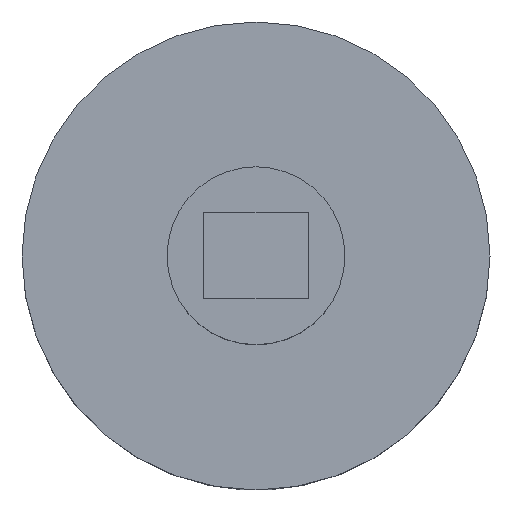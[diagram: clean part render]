
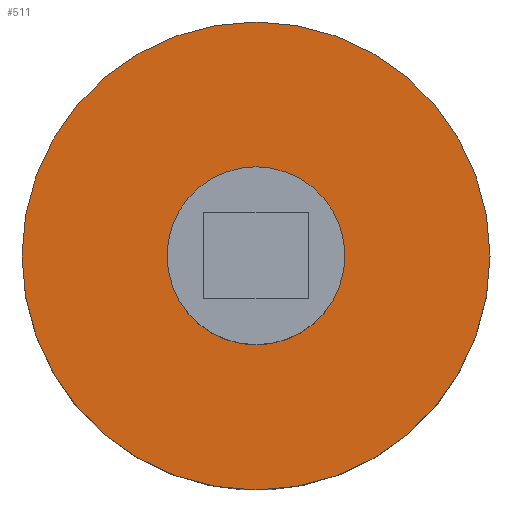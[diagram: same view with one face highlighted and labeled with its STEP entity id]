
A CAD part, top view. The second image highlights one B-rep face of the part: STEP entity #511.
In plain terms, the highlighted planar face has unit normal (0, 0, 1).
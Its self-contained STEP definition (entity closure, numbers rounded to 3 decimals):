
#10 = CARTESIAN_POINT ( 'NONE',  ( 20.833, -0.286, 0.216 ) ) ;
#37 = PLANE ( 'NONE',  #245 ) ;
#41 = DIRECTION ( 'NONE',  ( -1., 0., 0. ) ) ;
#66 = AXIS2_PLACEMENT_3D ( 'NONE', #389, #189, #386 ) ;
#86 = AXIS2_PLACEMENT_3D ( 'NONE', #144, #475, #433 ) ;
#112 = ORIENTED_EDGE ( 'NONE', *, *, #491, .F. ) ;
#119 = CIRCLE ( 'NONE', #282, 7.917 ) ;
#130 = EDGE_LOOP ( 'NONE', ( #455, #112 ) ) ;
#144 = CARTESIAN_POINT ( 'NONE',  ( 0., -0.286, 0.216 ) ) ;
#156 = ORIENTED_EDGE ( 'NONE', *, *, #466, .T. ) ;
#159 = DIRECTION ( 'NONE',  ( -1., 0., 0. ) ) ;
#189 = DIRECTION ( 'NONE',  ( 0., 0., -1. ) ) ;
#191 = FACE_BOUND ( 'NONE', #258, .T. ) ;
#195 = CIRCLE ( 'NONE', #86, 20.833 ) ;
#208 = VERTEX_POINT ( 'NONE', #239 ) ;
#228 = ORIENTED_EDGE ( 'NONE', *, *, #535, .T. ) ;
#229 = VERTEX_POINT ( 'NONE', #533 ) ;
#239 = CARTESIAN_POINT ( 'NONE',  ( -20.833, -0.286, 0.216 ) ) ;
#244 = FACE_OUTER_BOUND ( 'NONE', #130, .T. ) ;
#245 = AXIS2_PLACEMENT_3D ( 'NONE', #339, #534, #437 ) ;
#258 = EDGE_LOOP ( 'NONE', ( #156, #228 ) ) ;
#261 = VERTEX_POINT ( 'NONE', #10 ) ;
#281 = DIRECTION ( 'NONE',  ( 0., 0., -1. ) ) ;
#282 = AXIS2_PLACEMENT_3D ( 'NONE', #568, #281, #41 ) ;
#298 = CARTESIAN_POINT ( 'NONE',  ( 0., -0.286, 0.216 ) ) ;
#339 = CARTESIAN_POINT ( 'NONE',  ( 0., -0.286, 0.216 ) ) ;
#352 = VERTEX_POINT ( 'NONE', #413 ) ;
#366 = CIRCLE ( 'NONE', #66, 7.917 ) ;
#386 = DIRECTION ( 'NONE',  ( -1., 0., 0. ) ) ;
#389 = CARTESIAN_POINT ( 'NONE',  ( 0., -0.286, 0.216 ) ) ;
#413 = CARTESIAN_POINT ( 'NONE',  ( -7.917, -0.286, 0.216 ) ) ;
#433 = DIRECTION ( 'NONE',  ( -1., 0., 0. ) ) ;
#437 = DIRECTION ( 'NONE',  ( 0., -1., 0. ) ) ;
#446 = AXIS2_PLACEMENT_3D ( 'NONE', #298, #497, #159 ) ;
#455 = ORIENTED_EDGE ( 'NONE', *, *, #561, .F. ) ;
#466 = EDGE_CURVE ( 'NONE', #352, #229, #119, .T. ) ;
#475 = DIRECTION ( 'NONE',  ( 0., 0., -1. ) ) ;
#491 = EDGE_CURVE ( 'NONE', #208, #261, #195, .T. ) ;
#497 = DIRECTION ( 'NONE',  ( 0., 0., -1. ) ) ;
#504 = CIRCLE ( 'NONE', #446, 20.833 ) ;
#511 = ADVANCED_FACE ( 'NONE', ( #191, #244 ), #37, .F. ) ;
#533 = CARTESIAN_POINT ( 'NONE',  ( 7.917, -0.286, 0.216 ) ) ;
#534 = DIRECTION ( 'NONE',  ( 0., 0., -1. ) ) ;
#535 = EDGE_CURVE ( 'NONE', #229, #352, #366, .T. ) ;
#561 = EDGE_CURVE ( 'NONE', #261, #208, #504, .T. ) ;
#568 = CARTESIAN_POINT ( 'NONE',  ( 0., -0.286, 0.216 ) ) ;
